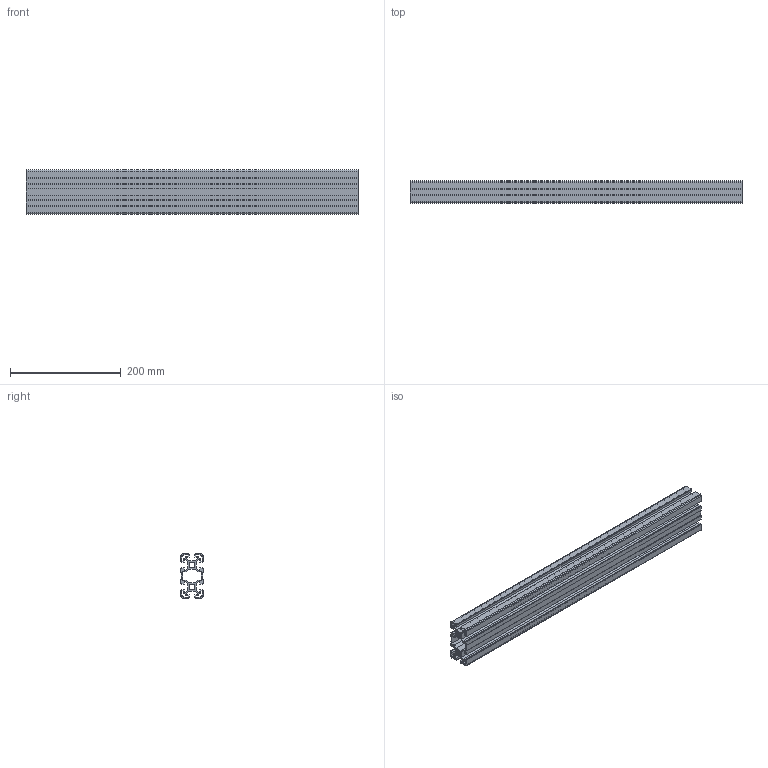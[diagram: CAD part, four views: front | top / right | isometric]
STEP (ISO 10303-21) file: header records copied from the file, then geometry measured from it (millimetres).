
FILE_DESCRIPTION(('STEP AP214'),'1');
FILE_NAME('3842993728_162428436.stp','2025-06-04T14:24:29',(''),(''),'XStep 1.0','it-motive AG (itm_Acis_A0019_01R_32.dll)',' ');
FILE_SCHEMA(('automotive_design'));
Length unit declared in the file: millimetre
Products named in the file (1): PROFIL
Bounding box: 600 x 40 x 80 mm (x, y, z)
Volume: 589013.7 mm3; surface area: 505147.4 mm2
Topology: 1 solids, 1 shells, 222 faces, 660 edges, 440 vertices
Faces by surface type: plane 182, cylinder 40
Entity records: 9192 total; most frequent: CARTESIAN_POINT 1323, ORIENTED_EDGE 1320, DIRECTION 1186, EDGE_CURVE 660, LINE 580, VECTOR 580, VERTEX_POINT 440, AXIS2_PLACEMENT_3D 303
